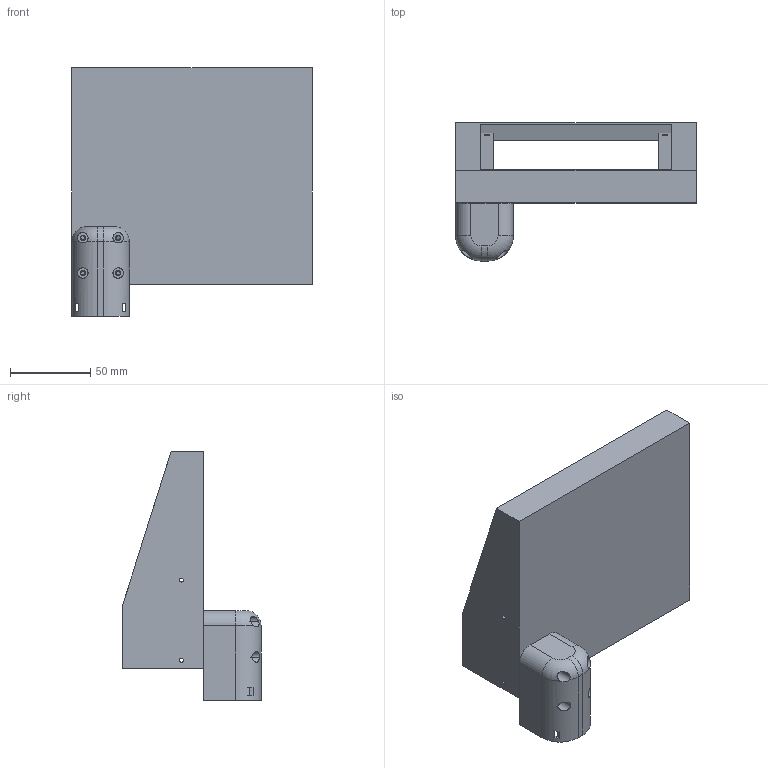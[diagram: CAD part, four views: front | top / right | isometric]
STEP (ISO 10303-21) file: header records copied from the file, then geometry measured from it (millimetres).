
FILE_DESCRIPTION (( 'STEP AP203' ), '1' );
FILE_NAME ('display housing.STEP', '2019-04-12T11:56:18', ( '' ), ( '' ), 'SwSTEP 2.0', 'SolidWorks 2018', '' );
FILE_SCHEMA (( 'CONFIG_CONTROL_DESIGN' ));
Length unit declared in the file: millimetre
Products named in the file (1): display housing
Bounding box: 150 x 86 x 155 mm (x, y, z)
Volume: 168375.5 mm3; surface area: 107279.6 mm2
Topology: 2 solids, 2 shells, 139 faces, 363 edges, 236 vertices
Faces by surface type: cylinder 70, plane 55, cone 8, torus 6
Entity records: 4984 total; most frequent: CARTESIAN_POINT 1317, DIRECTION 767, ORIENTED_EDGE 726, EDGE_CURVE 363, AXIS2_PLACEMENT_3D 290, VERTEX_POINT 236, VECTOR 187, LINE 187
